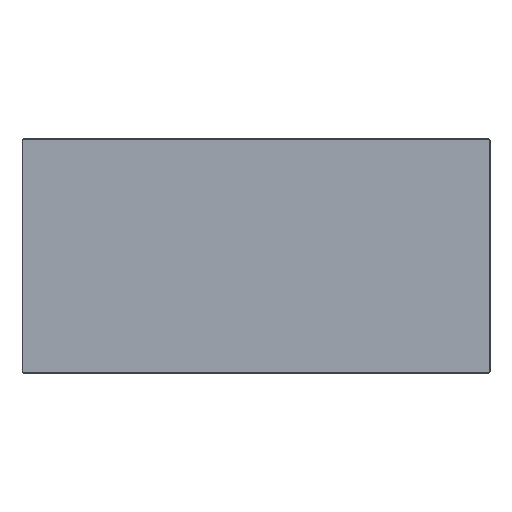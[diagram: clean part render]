
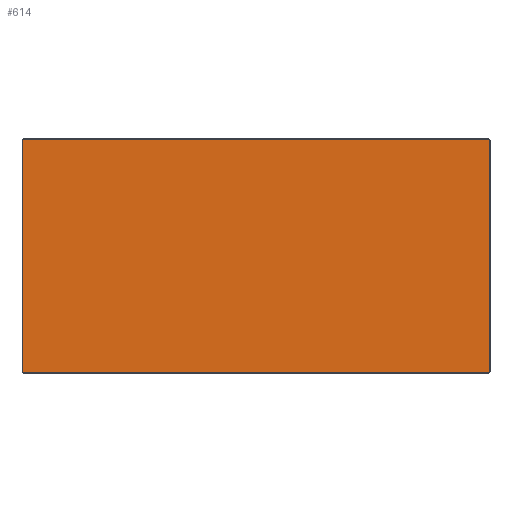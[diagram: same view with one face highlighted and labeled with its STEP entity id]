
A CAD part, top view. The second image highlights one B-rep face of the part: STEP entity #614.
In plain terms, the highlighted planar face has unit normal (0, 0, 1).
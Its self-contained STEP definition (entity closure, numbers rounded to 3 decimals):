
#614=ADVANCED_FACE('',(#1060),#6938,.T.);
#1060=FACE_OUTER_BOUND('',#1616,.T.);
#1616=EDGE_LOOP('',(#3716,#3717,#3718,#3719,#3720,#3721,#3722,#3723));
#3716=ORIENTED_EDGE('',*,*,#4927,.T.);
#3717=ORIENTED_EDGE('',*,*,#4914,.T.);
#3718=ORIENTED_EDGE('',*,*,#4930,.T.);
#3719=ORIENTED_EDGE('',*,*,#4920,.T.);
#3720=ORIENTED_EDGE('',*,*,#4925,.T.);
#3721=ORIENTED_EDGE('',*,*,#4904,.T.);
#3722=ORIENTED_EDGE('',*,*,#4923,.T.);
#3723=ORIENTED_EDGE('',*,*,#4910,.T.);
#4904=EDGE_CURVE('',#6705,#6706,#5732,.T.);
#4910=EDGE_CURVE('',#6707,#6700,#5738,.T.);
#4914=EDGE_CURVE('',#6701,#6702,#5742,.T.);
#4920=EDGE_CURVE('',#6703,#6704,#5748,.T.);
#4923=EDGE_CURVE('',#6706,#6707,#6041,.T.);
#4925=EDGE_CURVE('',#6704,#6705,#6043,.T.);
#4927=EDGE_CURVE('',#6700,#6701,#6045,.T.);
#4930=EDGE_CURVE('',#6702,#6703,#6047,.T.);
#5732=B_SPLINE_CURVE_WITH_KNOTS('',1,(#18394,#18395),.UNSPECIFIED.,.F.,
 .F.,(2,2),(0.,2388.),.UNSPECIFIED.);
#5738=B_SPLINE_CURVE_WITH_KNOTS('',1,(#18406,#18407),.UNSPECIFIED.,.F.,
 .F.,(2,2),(0.,1188.),.UNSPECIFIED.);
#5742=B_SPLINE_CURVE_WITH_KNOTS('',1,(#18414,#18415),.UNSPECIFIED.,.F.,
 .F.,(2,2),(0.,2388.),.UNSPECIFIED.);
#5748=B_SPLINE_CURVE_WITH_KNOTS('',1,(#18426,#18427),.UNSPECIFIED.,.F.,
 .F.,(2,2),(0.,1188.),.UNSPECIFIED.);
#6041=(
BOUNDED_CURVE()
B_SPLINE_CURVE(2,(#18433,#18434,#18435),.UNSPECIFIED.,.F.,.F.)
B_SPLINE_CURVE_WITH_KNOTS((3,3),(0.,7.854),
 .UNSPECIFIED.)
CURVE()
GEOMETRIC_REPRESENTATION_ITEM()
RATIONAL_B_SPLINE_CURVE((1.,0.707,1.))
REPRESENTATION_ITEM('')
);
#6043=(
BOUNDED_CURVE()
B_SPLINE_CURVE(2,(#18439,#18440,#18441),.UNSPECIFIED.,.F.,.F.)
B_SPLINE_CURVE_WITH_KNOTS((3,3),(0.,7.854),
 .UNSPECIFIED.)
CURVE()
GEOMETRIC_REPRESENTATION_ITEM()
RATIONAL_B_SPLINE_CURVE((1.,0.707,1.))
REPRESENTATION_ITEM('')
);
#6045=(
BOUNDED_CURVE()
B_SPLINE_CURVE(2,(#18445,#18446,#18447),.UNSPECIFIED.,.F.,.F.)
B_SPLINE_CURVE_WITH_KNOTS((3,3),(0.,7.854),
 .UNSPECIFIED.)
CURVE()
GEOMETRIC_REPRESENTATION_ITEM()
RATIONAL_B_SPLINE_CURVE((1.,0.707,1.))
REPRESENTATION_ITEM('')
);
#6047=(
BOUNDED_CURVE()
B_SPLINE_CURVE(2,(#18453,#18454,#18455),.UNSPECIFIED.,.F.,.F.)
B_SPLINE_CURVE_WITH_KNOTS((3,3),(0.,7.854),
 .UNSPECIFIED.)
CURVE()
GEOMETRIC_REPRESENTATION_ITEM()
RATIONAL_B_SPLINE_CURVE((1.,0.707,1.))
REPRESENTATION_ITEM('')
);
#6700=VERTEX_POINT('',#18310);
#6701=VERTEX_POINT('',#18311);
#6702=VERTEX_POINT('',#18312);
#6703=VERTEX_POINT('',#18313);
#6704=VERTEX_POINT('',#18314);
#6705=VERTEX_POINT('',#18315);
#6706=VERTEX_POINT('',#18316);
#6707=VERTEX_POINT('',#18317);
#6938=PLANE('',#7436);
#7436=AXIS2_PLACEMENT_3D('',#18214,#7670,$);
#7670=DIRECTION('',(0.,0.,1.));
#18214=CARTESIAN_POINT('',(-99.521,-392.674,102.68));
#18310=CARTESIAN_POINT('',(2299.479,801.326,102.68));
#18311=CARTESIAN_POINT('',(2294.479,806.326,102.68));
#18312=CARTESIAN_POINT('',(-93.521,806.326,102.68));
#18313=CARTESIAN_POINT('',(-98.521,801.326,102.68));
#18314=CARTESIAN_POINT('',(-98.521,-386.674,102.68));
#18315=CARTESIAN_POINT('',(-93.521,-391.674,102.68));
#18316=CARTESIAN_POINT('',(2294.479,-391.674,102.68));
#18317=CARTESIAN_POINT('',(2299.479,-386.674,102.68));
#18394=CARTESIAN_POINT('',(-93.521,-391.674,102.68));
#18395=CARTESIAN_POINT('',(2294.479,-391.674,102.68));
#18406=CARTESIAN_POINT('',(2299.479,-386.674,102.68));
#18407=CARTESIAN_POINT('',(2299.479,801.326,102.68));
#18414=CARTESIAN_POINT('',(2294.479,806.326,102.68));
#18415=CARTESIAN_POINT('',(-93.521,806.326,102.68));
#18426=CARTESIAN_POINT('',(-98.521,801.326,102.68));
#18427=CARTESIAN_POINT('',(-98.521,-386.674,102.68));
#18433=CARTESIAN_POINT('',(2294.479,-391.674,102.68));
#18434=CARTESIAN_POINT('',(2299.479,-391.674,102.68));
#18435=CARTESIAN_POINT('',(2299.479,-386.674,102.68));
#18439=CARTESIAN_POINT('',(-98.521,-386.674,102.68));
#18440=CARTESIAN_POINT('',(-98.521,-391.674,102.68));
#18441=CARTESIAN_POINT('',(-93.521,-391.674,102.68));
#18445=CARTESIAN_POINT('',(2299.479,801.326,102.68));
#18446=CARTESIAN_POINT('',(2299.479,806.326,102.68));
#18447=CARTESIAN_POINT('',(2294.479,806.326,102.68));
#18453=CARTESIAN_POINT('',(-93.521,806.326,102.68));
#18454=CARTESIAN_POINT('',(-98.521,806.326,102.68));
#18455=CARTESIAN_POINT('',(-98.521,801.326,102.68));
